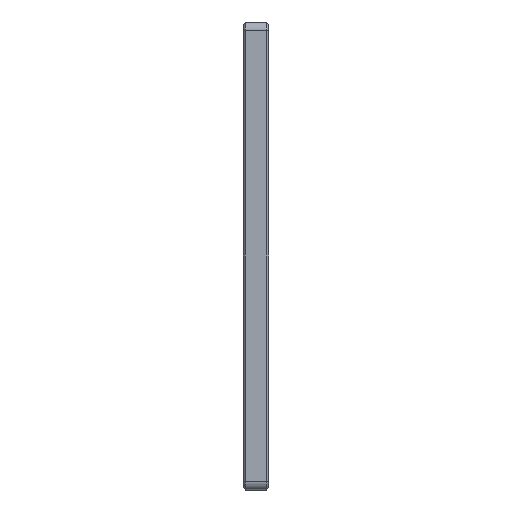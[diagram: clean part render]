
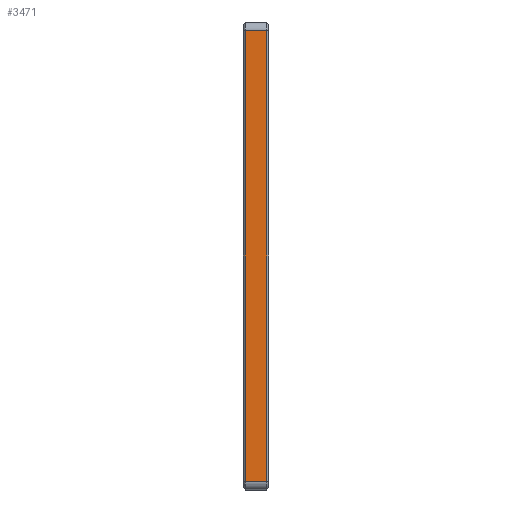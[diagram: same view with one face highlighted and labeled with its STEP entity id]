
A CAD part, left-side view. The second image highlights one B-rep face of the part: STEP entity #3471.
In plain terms, the highlighted planar face has unit normal (-1, 0, 0).
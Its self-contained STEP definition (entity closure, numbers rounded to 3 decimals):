
#125=PLANE('',#3708);
#220=FACE_OUTER_BOUND('',#435,.T.);
#435=EDGE_LOOP('',(#2392,#2393,#2394,#2395));
#901=LINE('',#5323,#1214);
#906=LINE('',#5336,#1219);
#907=LINE('',#5338,#1220);
#908=LINE('',#5339,#1221);
#1214=VECTOR('',#4155,10.);
#1219=VECTOR('',#4170,10.);
#1220=VECTOR('',#4171,10.);
#1221=VECTOR('',#4172,10.);
#1527=VERTEX_POINT('',#5315);
#1529=VERTEX_POINT('',#5321);
#1532=VERTEX_POINT('',#5335);
#1533=VERTEX_POINT('',#5337);
#1853=EDGE_CURVE('',#1529,#1527,#901,.T.);
#1860=EDGE_CURVE('',#1532,#1529,#906,.T.);
#1861=EDGE_CURVE('',#1533,#1532,#907,.T.);
#1862=EDGE_CURVE('',#1527,#1533,#908,.T.);
#2392=ORIENTED_EDGE('',*,*,#1853,.F.);
#2393=ORIENTED_EDGE('',*,*,#1860,.F.);
#2394=ORIENTED_EDGE('',*,*,#1861,.F.);
#2395=ORIENTED_EDGE('',*,*,#1862,.F.);
#3471=ADVANCED_FACE('',(#220),#125,.T.);
#3708=AXIS2_PLACEMENT_3D('',#5334,#4168,#4169);
#4155=DIRECTION('',(0.,0.,1.));
#4168=DIRECTION('center_axis',(-1.,0.,0.));
#4169=DIRECTION('ref_axis',(0.,0.,-1.));
#4170=DIRECTION('',(0.,1.,0.));
#4171=DIRECTION('',(0.,0.,-1.));
#4172=DIRECTION('',(0.,-1.,0.));
#5315=CARTESIAN_POINT('',(-4.275,-2.,100.025));
#5321=CARTESIAN_POINT('',(-4.275,-2.,-4.775));
#5323=CARTESIAN_POINT('',(-4.275,-2.,74.825));
#5334=CARTESIAN_POINT('Origin',(-4.275,-1.5,102.025));
#5335=CARTESIAN_POINT('',(-4.275,-7.,-4.775));
#5336=CARTESIAN_POINT('',(-4.275,-1.5,-4.775));
#5337=CARTESIAN_POINT('',(-4.275,-7.,100.025));
#5338=CARTESIAN_POINT('',(-4.275,-7.,74.825));
#5339=CARTESIAN_POINT('',(-4.275,-1.5,100.025));
